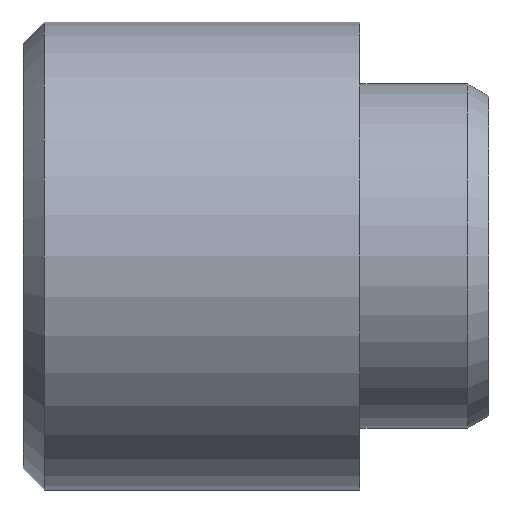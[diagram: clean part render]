
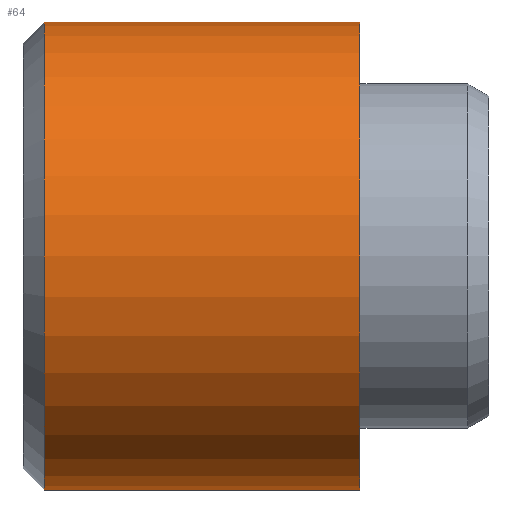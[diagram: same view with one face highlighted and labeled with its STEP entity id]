
A CAD part, left-side view. The second image highlights one B-rep face of the part: STEP entity #64.
In plain terms, the highlighted cylindrical face has radius 2.78 mm (diameter 5.56 mm), a partial arc.
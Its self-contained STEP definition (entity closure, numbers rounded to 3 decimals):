
#19 = CARTESIAN_POINT ( 'NONE',  ( 0., 36.602, 0. ) ) ;
#23 = EDGE_CURVE ( 'NONE', #242, #129, #459, .T. ) ;
#64 = ADVANCED_FACE ( 'NONE', ( #348 ), #469, .T. ) ;
#90 = CARTESIAN_POINT ( 'NONE',  ( 0., 36.602, 2.78 ) ) ;
#104 = VECTOR ( 'NONE', #122, 1000. ) ;
#122 = DIRECTION ( 'NONE',  ( 0., 1., 0. ) ) ;
#129 = VERTEX_POINT ( 'NONE', #217 ) ;
#136 = DIRECTION ( 'NONE',  ( 0., 0., -1. ) ) ;
#141 = DIRECTION ( 'NONE',  ( 0., 1., 0. ) ) ;
#164 = AXIS2_PLACEMENT_3D ( 'NONE', #19, #141, #347 ) ;
#179 = VECTOR ( 'NONE', #414, 1000. ) ;
#189 = AXIS2_PLACEMENT_3D ( 'NONE', #513, #345, #136 ) ;
#217 = CARTESIAN_POINT ( 'NONE',  ( 0., 3.75, 2.78 ) ) ;
#242 = VERTEX_POINT ( 'NONE', #525 ) ;
#253 = CARTESIAN_POINT ( 'NONE',  ( 0., 3.75, -2.78 ) ) ;
#262 = DIRECTION ( 'NONE',  ( 0., 1., 0. ) ) ;
#263 = EDGE_CURVE ( 'NONE', #374, #403, #310, .T. ) ;
#310 = LINE ( 'NONE', #490, #104 ) ;
#320 = ORIENTED_EDGE ( 'NONE', *, *, #23, .T. ) ;
#331 = AXIS2_PLACEMENT_3D ( 'NONE', #512, #262, #349 ) ;
#345 = DIRECTION ( 'NONE',  ( 0., -1., 0. ) ) ;
#347 = DIRECTION ( 'NONE',  ( 0., 0., 1. ) ) ;
#348 = FACE_OUTER_BOUND ( 'NONE', #508, .T. ) ;
#349 = DIRECTION ( 'NONE',  ( 0., 0., 1. ) ) ;
#357 = EDGE_CURVE ( 'NONE', #129, #403, #365, .T. ) ;
#365 = CIRCLE ( 'NONE', #189, 2.78 ) ;
#374 = VERTEX_POINT ( 'NONE', #509 ) ;
#398 = ORIENTED_EDGE ( 'NONE', *, *, #522, .T. ) ;
#403 = VERTEX_POINT ( 'NONE', #253 ) ;
#414 = DIRECTION ( 'NONE',  ( 0., 1., 0. ) ) ;
#454 = ORIENTED_EDGE ( 'NONE', *, *, #357, .T. ) ;
#459 = LINE ( 'NONE', #90, #179 ) ;
#469 = CYLINDRICAL_SURFACE ( 'NONE', #164, 2.78 ) ;
#488 = CIRCLE ( 'NONE', #331, 2.78 ) ;
#490 = CARTESIAN_POINT ( 'NONE',  ( 0., 36.602, -2.78 ) ) ;
#508 = EDGE_LOOP ( 'NONE', ( #529, #398, #320, #454 ) ) ;
#509 = CARTESIAN_POINT ( 'NONE',  ( 0., 0., -2.78 ) ) ;
#512 = CARTESIAN_POINT ( 'NONE',  ( 0., 0., 0. ) ) ;
#513 = CARTESIAN_POINT ( 'NONE',  ( 0., 3.75, 0. ) ) ;
#522 = EDGE_CURVE ( 'NONE', #374, #242, #488, .T. ) ;
#525 = CARTESIAN_POINT ( 'NONE',  ( 0., 0., 2.78 ) ) ;
#529 = ORIENTED_EDGE ( 'NONE', *, *, #263, .F. ) ;
